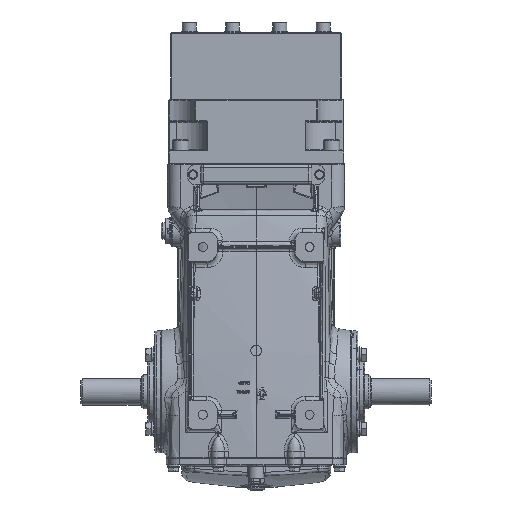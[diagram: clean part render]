
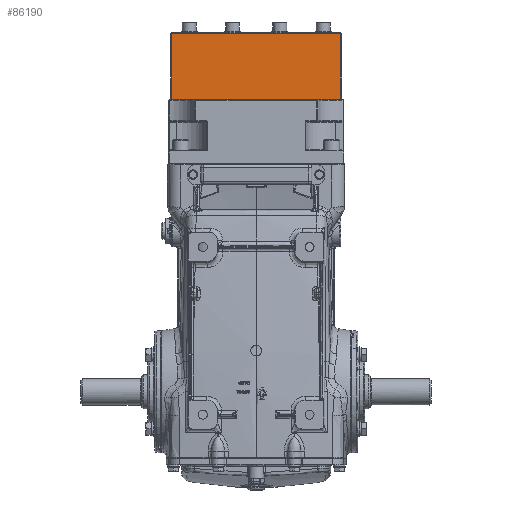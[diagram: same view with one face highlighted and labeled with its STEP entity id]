
A CAD part, front view. The second image highlights one B-rep face of the part: STEP entity #86190.
In plain terms, the highlighted planar face has unit normal (0, -1, 0).
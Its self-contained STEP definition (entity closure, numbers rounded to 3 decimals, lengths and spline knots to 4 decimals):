
#863 = LINE ( 'NONE', #36963, #55181 ) ;
#1999 = PLANE ( 'NONE',  #64408 ) ;
#3648 = ORIENTED_EDGE ( 'NONE', *, *, #71946, .T. ) ;
#7503 = VECTOR ( 'NONE', #71363, 39.3701 ) ;
#8851 = ORIENTED_EDGE ( 'NONE', *, *, #35996, .T. ) ;
#11847 = ORIENTED_EDGE ( 'NONE', *, *, #41522, .F. ) ;
#17170 = CARTESIAN_POINT ( 'NONE',  ( -4.3702, -1.2402, 18.5039 ) ) ;
#19498 = VECTOR ( 'NONE', #26860, 39.3701 ) ;
#19870 = CARTESIAN_POINT ( 'NONE',  ( 4.37, -1.2407, 15.1181 ) ) ;
#25024 = CARTESIAN_POINT ( 'NONE',  ( -4.3702, -1.2402, 15.0787 ) ) ;
#26860 = DIRECTION ( 'NONE',  ( -1., 0., 0. ) ) ;
#33944 = CARTESIAN_POINT ( 'NONE',  ( 4.37, -1.2407, 18.5039 ) ) ;
#34247 = CARTESIAN_POINT ( 'NONE',  ( -4.3702, -1.2402, 15.1181 ) ) ;
#35316 = CARTESIAN_POINT ( 'NONE',  ( -4.4095, -1.2402, 15.1181 ) ) ;
#35996 = EDGE_CURVE ( 'NONE', #45632, #58714, #116242, .T. ) ;
#36963 = CARTESIAN_POINT ( 'NONE',  ( 4.37, -1.2407, 15.0787 ) ) ;
#38101 = CARTESIAN_POINT ( 'NONE',  ( -4.4095, -1.2402, 18.5433 ) ) ;
#41522 = EDGE_CURVE ( 'NONE', #99110, #58714, #863, .T. ) ;
#42849 = EDGE_CURVE ( 'NONE', #99110, #114759, #71772, .T. ) ;
#45632 = VERTEX_POINT ( 'NONE', #34247 ) ;
#46538 = EDGE_LOOP ( 'NONE', ( #3648, #8851, #11847, #109444 ) ) ;
#55181 = VECTOR ( 'NONE', #72999, 39.3701 ) ;
#58714 = VERTEX_POINT ( 'NONE', #19870 ) ;
#61023 = DIRECTION ( 'NONE',  ( 0., 0., -1. ) ) ;
#64408 = AXIS2_PLACEMENT_3D ( 'NONE', #38101, #74150, #110139 ) ;
#71363 = DIRECTION ( 'NONE',  ( 1., 0., 0. ) ) ;
#71772 = LINE ( 'NONE', #107762, #19498 ) ;
#71946 = EDGE_CURVE ( 'NONE', #114759, #45632, #105891, .T. ) ;
#72999 = DIRECTION ( 'NONE',  ( 0., 0., -1. ) ) ;
#74150 = DIRECTION ( 'NONE',  ( 0., -1., 0. ) ) ;
#77184 = VECTOR ( 'NONE', #61023, 39.3701 ) ;
#82969 = FACE_OUTER_BOUND ( 'NONE', #46538, .T. ) ;
#86190 = ADVANCED_FACE ( 'NONE', ( #82969 ), #1999, .T. ) ;
#99110 = VERTEX_POINT ( 'NONE', #33944 ) ;
#105891 = LINE ( 'NONE', #25024, #77184 ) ;
#107762 = CARTESIAN_POINT ( 'NONE',  ( -4.4095, -1.2402, 18.5039 ) ) ;
#109444 = ORIENTED_EDGE ( 'NONE', *, *, #42849, .T. ) ;
#110139 = DIRECTION ( 'NONE',  ( 0., 0., -1. ) ) ;
#114759 = VERTEX_POINT ( 'NONE', #17170 ) ;
#116242 = LINE ( 'NONE', #35316, #7503 ) ;
